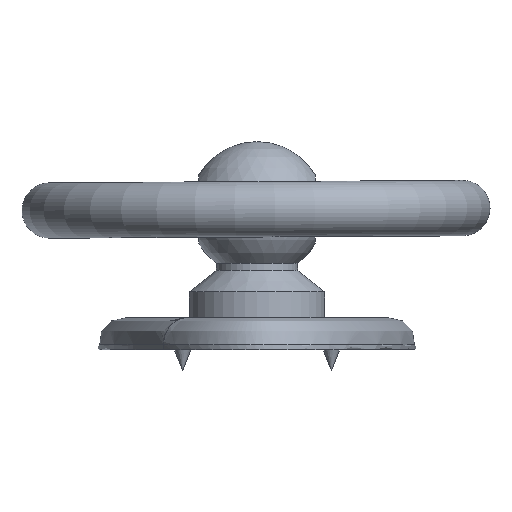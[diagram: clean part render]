
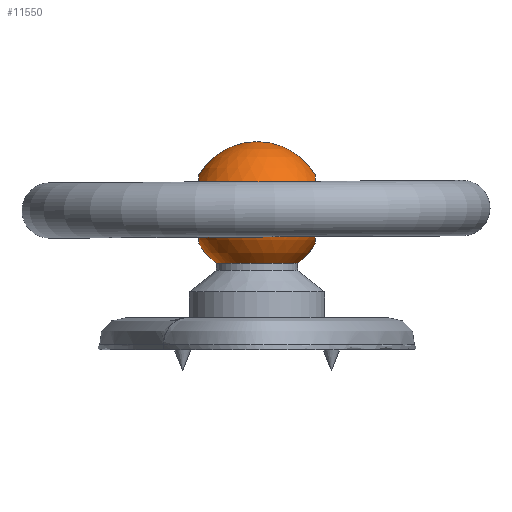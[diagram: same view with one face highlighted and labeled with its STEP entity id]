
A CAD part, front view. The second image highlights one B-rep face of the part: STEP entity #11550.
In plain terms, the highlighted spherical face has radius 5 mm.
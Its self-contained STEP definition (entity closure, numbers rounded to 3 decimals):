
#10870=CARTESIAN_POINT('',(11.75,35.502,6.3));
#10880=VERTEX_POINT('',#10870);
#10960=CARTESIAN_POINT('',(11.75,29.502,6.3));
#10970=VERTEX_POINT('',#10960);
#11000=CARTESIAN_POINT('',(11.75,32.502,6.3));
#11010=DIRECTION('',(0.,0.,-1.));
#11020=DIRECTION('',(0.,-1.,0.));
#11030=AXIS2_PLACEMENT_3D('',#11000,#11010,#11020);
#11040=CIRCLE('',#11030,3.);
#11050=EDGE_CURVE('',#10880,#10970,#11040,.T.);
#11100=CARTESIAN_POINT('',(11.75,32.502,10.3));
#11110=DIRECTION('',(0.,0.,-1.));
#11120=DIRECTION('',(0.,-1.,0.));
#11130=AXIS2_PLACEMENT_3D('',#11100,#11110,#11120);
#11140=SPHERICAL_SURFACE('',#11130,5.);
#11150=CARTESIAN_POINT('',(11.75,32.502,10.3));
#11160=DIRECTION('',(-1.,0.,0.));
#11170=DIRECTION('',(0.,1.,-0.));
#11180=AXIS2_PLACEMENT_3D('',#11150,#11160,#11170);
#11190=CIRCLE('',#11180,5.);
#11200=CARTESIAN_POINT('',(11.75,28.202,
7.749));
#11210=VERTEX_POINT('',#11200);
#11220=EDGE_CURVE('',#10970,#11210,#11190,.T.);
#11230=ORIENTED_EDGE('',*,*,#11220,.F.);
#11240=CARTESIAN_POINT('',(11.75,28.202,10.3));
#11250=DIRECTION('',(0.,1.,0.));
#11260=DIRECTION('',(0.,0.,-1.));
#11270=AXIS2_PLACEMENT_3D('',#11240,#11250,#11260);
#11280=CIRCLE('',#11270,2.551);
#11290=CARTESIAN_POINT('',(11.75,28.202,
12.851));
#11300=VERTEX_POINT('',#11290);
#11310=EDGE_CURVE('',#11300,#11210,#11280,.T.);
#11320=ORIENTED_EDGE('',*,*,#11310,.T.);
#11330=CARTESIAN_POINT('',(11.75,32.502,15.3));
#11340=VERTEX_POINT('',#11330);
#11350=EDGE_CURVE('',#11300,#11340,#11190,.T.);
#11360=ORIENTED_EDGE('',*,*,#11350,.F.);
#11370=CARTESIAN_POINT('',(11.75,36.802,
12.851));
#11380=VERTEX_POINT('',#11370);
#11390=EDGE_CURVE('',#11340,#11380,#11190,.T.);
#11400=ORIENTED_EDGE('',*,*,#11390,.F.);
#11410=CARTESIAN_POINT('',(11.75,36.802,10.3));
#11420=DIRECTION('',(0.,-1.,0.));
#11430=DIRECTION('',(0.,0.,1.));
#11440=AXIS2_PLACEMENT_3D('',#11410,#11420,#11430);
#11450=CIRCLE('',#11440,2.551);
#11460=CARTESIAN_POINT('',(11.75,36.802,
7.749));
#11470=VERTEX_POINT('',#11460);
#11480=EDGE_CURVE('',#11470,#11380,#11450,.T.);
#11490=ORIENTED_EDGE('',*,*,#11480,.T.);
#11500=EDGE_CURVE('',#11470,#10880,#11190,.T.);
#11510=ORIENTED_EDGE('',*,*,#11500,.F.);
#11520=ORIENTED_EDGE('',*,*,#11050,.F.);
#11530=EDGE_LOOP('',(#11520,#11510,#11490,#11400,#11360,#11320,#11230));
#11540=FACE_OUTER_BOUND('',#11530,.T.);
#11550=ADVANCED_FACE('',(#11540),#11140,.T.);
